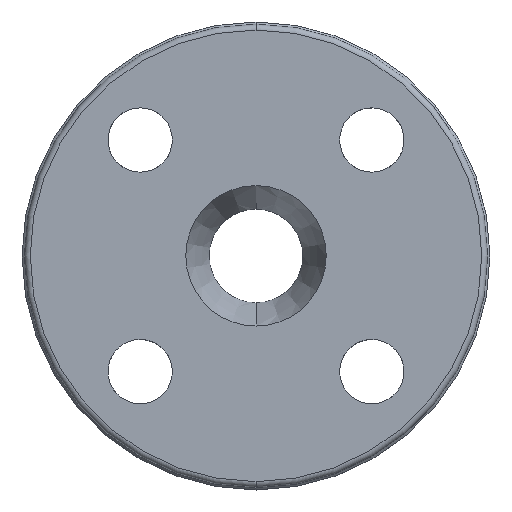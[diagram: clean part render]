
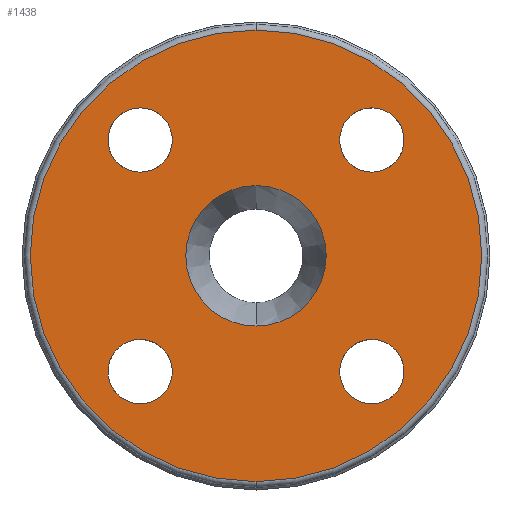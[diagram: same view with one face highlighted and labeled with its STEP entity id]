
A CAD part, top view. The second image highlights one B-rep face of the part: STEP entity #1438.
In plain terms, the highlighted planar face has unit normal (0, 0, 1).
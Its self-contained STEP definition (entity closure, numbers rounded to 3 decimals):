
#115=CARTESIAN_POINT('',(0.,0.,0.));
#116=DIRECTION('',(0.,0.,1.));
#117=DIRECTION('',(0.,1.,0.));
#118=AXIS2_PLACEMENT_3D('',#115,#116,#117);
#120=CARTESIAN_POINT('',(0.,0.,0.));
#121=DIRECTION('',(0.,0.,1.));
#122=DIRECTION('',(0.,-1.,0.));
#123=AXIS2_PLACEMENT_3D('',#120,#121,#122);
#125=CARTESIAN_POINT('',(0.,0.,0.));
#126=DIRECTION('',(0.,0.,-1.));
#127=DIRECTION('',(0.,1.,0.));
#128=AXIS2_PLACEMENT_3D('',#125,#126,#127);
#130=CARTESIAN_POINT('',(0.,0.,0.));
#131=DIRECTION('',(0.,0.,-1.));
#132=DIRECTION('',(0.,-1.,0.));
#133=AXIS2_PLACEMENT_3D('',#130,#131,#132);
#135=CARTESIAN_POINT('',(9.899,9.899,0.));
#136=DIRECTION('',(0.,0.,-1.));
#137=DIRECTION('',(1.,0.,0.));
#138=AXIS2_PLACEMENT_3D('',#135,#136,#137);
#140=CARTESIAN_POINT('',(9.899,9.899,0.));
#141=DIRECTION('',(0.,0.,-1.));
#142=DIRECTION('',(-1.,0.,0.));
#143=AXIS2_PLACEMENT_3D('',#140,#141,#142);
#145=CARTESIAN_POINT('',(9.899,-9.899,0.));
#146=DIRECTION('',(0.,0.,-1.));
#147=DIRECTION('',(0.,-1.,0.));
#148=AXIS2_PLACEMENT_3D('',#145,#146,#147);
#150=CARTESIAN_POINT('',(9.899,-9.899,0.));
#151=DIRECTION('',(0.,0.,-1.));
#152=DIRECTION('',(0.,1.,0.));
#153=AXIS2_PLACEMENT_3D('',#150,#151,#152);
#155=CARTESIAN_POINT('',(-9.899,-9.899,0.));
#156=DIRECTION('',(0.,0.,-1.));
#157=DIRECTION('',(-1.,0.,0.));
#158=AXIS2_PLACEMENT_3D('',#155,#156,#157);
#160=CARTESIAN_POINT('',(-9.899,-9.899,0.));
#161=DIRECTION('',(0.,0.,-1.));
#162=DIRECTION('',(1.,0.,0.));
#163=AXIS2_PLACEMENT_3D('',#160,#161,#162);
#165=CARTESIAN_POINT('',(-9.899,9.899,0.));
#166=DIRECTION('',(0.,0.,-1.));
#167=DIRECTION('',(0.,1.,0.));
#168=AXIS2_PLACEMENT_3D('',#165,#166,#167);
#170=CARTESIAN_POINT('',(-9.899,9.899,0.));
#171=DIRECTION('',(0.,0.,-1.));
#172=DIRECTION('',(0.,-1.,0.));
#173=AXIS2_PLACEMENT_3D('',#170,#171,#172);
#1086=CARTESIAN_POINT('',(0.,6.,0.));
#1087=CARTESIAN_POINT('',(0.,-6.,0.));
#1088=VERTEX_POINT('',#1086);
#1089=VERTEX_POINT('',#1087);
#1090=CARTESIAN_POINT('',(12.649,9.899,0.));
#1091=CARTESIAN_POINT('',(7.149,9.899,0.));
#1092=VERTEX_POINT('',#1090);
#1093=VERTEX_POINT('',#1091);
#1096=CARTESIAN_POINT('',(9.899,-12.649,0.));
#1097=CARTESIAN_POINT('',(9.899,-7.149,0.));
#1098=VERTEX_POINT('',#1096);
#1099=VERTEX_POINT('',#1097);
#1102=CARTESIAN_POINT('',(-12.649,-9.899,0.));
#1103=CARTESIAN_POINT('',(-7.149,-9.899,0.));
#1104=VERTEX_POINT('',#1102);
#1105=VERTEX_POINT('',#1103);
#1108=CARTESIAN_POINT('',(-9.899,12.649,0.));
#1109=CARTESIAN_POINT('',(-9.899,7.149,0.));
#1110=VERTEX_POINT('',#1108);
#1111=VERTEX_POINT('',#1109);
#1114=CARTESIAN_POINT('',(0.,19.3,0.));
#1115=CARTESIAN_POINT('',(0.,-19.3,0.));
#1116=VERTEX_POINT('',#1114);
#1117=VERTEX_POINT('',#1115);
#1398=CARTESIAN_POINT('',(0.,0.,0.));
#1399=DIRECTION('',(0.,0.,-1.));
#1400=DIRECTION('',(0.,-1.,0.));
#1401=AXIS2_PLACEMENT_3D('',#1398,#1399,#1400);
#1402=PLANE('',#1401);
#1404=ORIENTED_EDGE('',*,*,#1403,.F.);
#1406=ORIENTED_EDGE('',*,*,#1405,.F.);
#1407=EDGE_LOOP('',(#1404,#1406));
#1408=FACE_OUTER_BOUND('',#1407,.F.);
#1409=ORIENTED_EDGE('',*,*,#1388,.F.);
#1411=ORIENTED_EDGE('',*,*,#1410,.F.);
#1412=EDGE_LOOP('',(#1409,#1411));
#1413=FACE_BOUND('',#1412,.F.);
#1415=ORIENTED_EDGE('',*,*,#1414,.F.);
#1417=ORIENTED_EDGE('',*,*,#1416,.F.);
#1418=EDGE_LOOP('',(#1415,#1417));
#1419=FACE_BOUND('',#1418,.F.);
#1421=ORIENTED_EDGE('',*,*,#1420,.F.);
#1423=ORIENTED_EDGE('',*,*,#1422,.F.);
#1424=EDGE_LOOP('',(#1421,#1423));
#1425=FACE_BOUND('',#1424,.F.);
#1427=ORIENTED_EDGE('',*,*,#1426,.F.);
#1429=ORIENTED_EDGE('',*,*,#1428,.F.);
#1430=EDGE_LOOP('',(#1427,#1429));
#1431=FACE_BOUND('',#1430,.F.);
#1433=ORIENTED_EDGE('',*,*,#1432,.F.);
#1435=ORIENTED_EDGE('',*,*,#1434,.F.);
#1436=EDGE_LOOP('',(#1433,#1435));
#1437=FACE_BOUND('',#1436,.F.);
#119=CIRCLE('',#118,19.3);
#124=CIRCLE('',#123,19.3);
#129=CIRCLE('',#128,6.);
#134=CIRCLE('',#133,6.);
#139=CIRCLE('',#138,2.75);
#144=CIRCLE('',#143,2.75);
#149=CIRCLE('',#148,2.75);
#154=CIRCLE('',#153,2.75);
#159=CIRCLE('',#158,2.75);
#164=CIRCLE('',#163,2.75);
#169=CIRCLE('',#168,2.75);
#174=CIRCLE('',#173,2.75);
#1388=EDGE_CURVE('',#1088,#1089,#129,.T.);
#1403=EDGE_CURVE('',#1116,#1117,#119,.T.);
#1405=EDGE_CURVE('',#1117,#1116,#124,.T.);
#1410=EDGE_CURVE('',#1089,#1088,#134,.T.);
#1414=EDGE_CURVE('',#1092,#1093,#139,.T.);
#1416=EDGE_CURVE('',#1093,#1092,#144,.T.);
#1420=EDGE_CURVE('',#1098,#1099,#149,.T.);
#1422=EDGE_CURVE('',#1099,#1098,#154,.T.);
#1426=EDGE_CURVE('',#1104,#1105,#159,.T.);
#1428=EDGE_CURVE('',#1105,#1104,#164,.T.);
#1432=EDGE_CURVE('',#1110,#1111,#169,.T.);
#1434=EDGE_CURVE('',#1111,#1110,#174,.T.);
#1438=ADVANCED_FACE('',(#1408,#1413,#1419,#1425,#1431,#1437),#1402,.F.);
